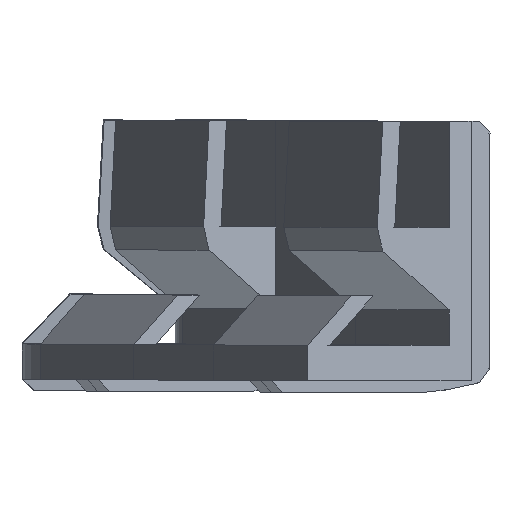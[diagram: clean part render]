
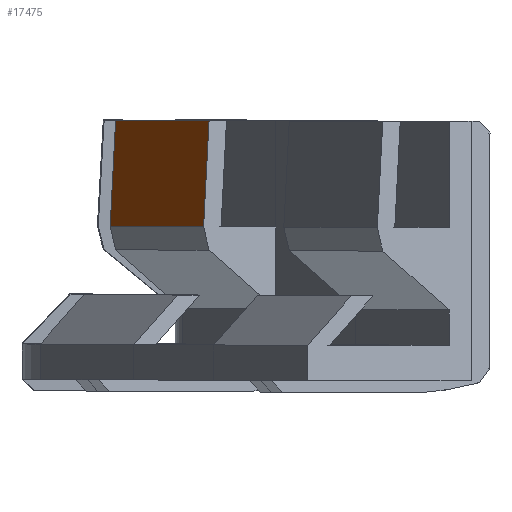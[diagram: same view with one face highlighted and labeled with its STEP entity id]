
A CAD part, left-side view. The second image highlights one B-rep face of the part: STEP entity #17475.
In plain terms, the highlighted face is planar.
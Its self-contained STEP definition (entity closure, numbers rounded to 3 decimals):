
#15580 = PLANE('',#15581);
#15581 = AXIS2_PLACEMENT_3D('',#15582,#15583,#15584);
#15582 = CARTESIAN_POINT('',(-10.5,5.766,9.503));
#15583 = DIRECTION('',(-1.,0.,0.));
#15584 = DIRECTION('',(0.,0.,1.));
#16014 = PLANE('',#16015);
#16015 = AXIS2_PLACEMENT_3D('',#16016,#16017,#16018);
#16016 = CARTESIAN_POINT('',(10.5,5.766,9.503));
#16017 = DIRECTION('',(-1.,0.,0.));
#16018 = DIRECTION('',(0.,0.,1.));
#16274 = VERTEX_POINT('',#16275);
#16275 = CARTESIAN_POINT('',(-10.5,8.1,22.));
#16289 = PLANE('',#16290);
#16290 = AXIS2_PLACEMENT_3D('',#16291,#16292,#16293);
#16291 = CARTESIAN_POINT('',(0.,6.5,22.));
#16292 = DIRECTION('',(0.,0.,-1.));
#16293 = DIRECTION('',(0.,1.,0.));
#16301 = EDGE_CURVE('',#16274,#16302,#16304,.T.);
#16302 = VERTEX_POINT('',#16303);
#16303 = CARTESIAN_POINT('',(-10.5,8.6,13.));
#16304 = SURFACE_CURVE('',#16305,(#16309,#16316),.PCURVE_S1.);
#16305 = LINE('',#16306,#16307);
#16306 = CARTESIAN_POINT('',(-10.5,8.1,22.));
#16307 = VECTOR('',#16308,1.);
#16308 = DIRECTION('',(0.,0.055,-0.998));
#16309 = PCURVE('',#15580,#16310);
#16310 = DEFINITIONAL_REPRESENTATION('',(#16311),#16315);
#16311 = LINE('',#16312,#16313);
#16312 = CARTESIAN_POINT('',(12.497,2.334));
#16313 = VECTOR('',#16314,1.);
#16314 = DIRECTION('',(-0.998,0.055));
#16315 = ( GEOMETRIC_REPRESENTATION_CONTEXT(2) 
PARAMETRIC_REPRESENTATION_CONTEXT() REPRESENTATION_CONTEXT('2D SPACE',''
  ) );
#16316 = PCURVE('',#16317,#16322);
#16317 = PLANE('',#16318);
#16318 = AXIS2_PLACEMENT_3D('',#16319,#16320,#16321);
#16319 = CARTESIAN_POINT('',(0.,8.1,22.));
#16320 = DIRECTION('',(-0.,-0.998,-0.055));
#16321 = DIRECTION('',(0.,0.055,-0.998));
#16322 = DEFINITIONAL_REPRESENTATION('',(#16323),#16327);
#16323 = LINE('',#16324,#16325);
#16324 = CARTESIAN_POINT('',(0.,-10.5));
#16325 = VECTOR('',#16326,1.);
#16326 = DIRECTION('',(1.,0.));
#16327 = ( GEOMETRIC_REPRESENTATION_CONTEXT(2) 
PARAMETRIC_REPRESENTATION_CONTEXT() REPRESENTATION_CONTEXT('2D SPACE',''
  ) );
#16345 = PLANE('',#16346);
#16346 = AXIS2_PLACEMENT_3D('',#16347,#16348,#16349);
#16347 = CARTESIAN_POINT('',(0.,8.6,13.));
#16348 = DIRECTION('',(0.,-0.97,0.243));
#16349 = DIRECTION('',(-0.,-0.243,-0.97));
#17120 = VERTEX_POINT('',#17121);
#17121 = CARTESIAN_POINT('',(10.5,8.1,22.));
#17142 = EDGE_CURVE('',#17120,#17143,#17145,.T.);
#17143 = VERTEX_POINT('',#17144);
#17144 = CARTESIAN_POINT('',(10.5,8.6,13.));
#17145 = SURFACE_CURVE('',#17146,(#17150,#17157),.PCURVE_S1.);
#17146 = LINE('',#17147,#17148);
#17147 = CARTESIAN_POINT('',(10.5,8.1,22.));
#17148 = VECTOR('',#17149,1.);
#17149 = DIRECTION('',(0.,0.055,-0.998));
#17150 = PCURVE('',#16014,#17151);
#17151 = DEFINITIONAL_REPRESENTATION('',(#17152),#17156);
#17152 = LINE('',#17153,#17154);
#17153 = CARTESIAN_POINT('',(12.497,2.334));
#17154 = VECTOR('',#17155,1.);
#17155 = DIRECTION('',(-0.998,0.055));
#17156 = ( GEOMETRIC_REPRESENTATION_CONTEXT(2) 
PARAMETRIC_REPRESENTATION_CONTEXT() REPRESENTATION_CONTEXT('2D SPACE',''
  ) );
#17157 = PCURVE('',#16317,#17158);
#17158 = DEFINITIONAL_REPRESENTATION('',(#17159),#17163);
#17159 = LINE('',#17160,#17161);
#17160 = CARTESIAN_POINT('',(0.,10.5));
#17161 = VECTOR('',#17162,1.);
#17162 = DIRECTION('',(1.,0.));
#17163 = ( GEOMETRIC_REPRESENTATION_CONTEXT(2) 
PARAMETRIC_REPRESENTATION_CONTEXT() REPRESENTATION_CONTEXT('2D SPACE',''
  ) );
#17453 = EDGE_CURVE('',#17120,#16274,#17454,.T.);
#17454 = SURFACE_CURVE('',#17455,(#17459,#17466),.PCURVE_S1.);
#17455 = LINE('',#17456,#17457);
#17456 = CARTESIAN_POINT('',(10.5,8.1,22.));
#17457 = VECTOR('',#17458,1.);
#17458 = DIRECTION('',(-1.,0.,0.));
#17459 = PCURVE('',#16289,#17460);
#17460 = DEFINITIONAL_REPRESENTATION('',(#17461),#17465);
#17461 = LINE('',#17462,#17463);
#17462 = CARTESIAN_POINT('',(1.6,10.5));
#17463 = VECTOR('',#17464,1.);
#17464 = DIRECTION('',(0.,-1.));
#17465 = ( GEOMETRIC_REPRESENTATION_CONTEXT(2) 
PARAMETRIC_REPRESENTATION_CONTEXT() REPRESENTATION_CONTEXT('2D SPACE',''
  ) );
#17466 = PCURVE('',#16317,#17467);
#17467 = DEFINITIONAL_REPRESENTATION('',(#17468),#17472);
#17468 = LINE('',#17469,#17470);
#17469 = CARTESIAN_POINT('',(0.,10.5));
#17470 = VECTOR('',#17471,1.);
#17471 = DIRECTION('',(0.,-1.));
#17472 = ( GEOMETRIC_REPRESENTATION_CONTEXT(2) 
PARAMETRIC_REPRESENTATION_CONTEXT() REPRESENTATION_CONTEXT('2D SPACE',''
  ) );
#17475 = ADVANCED_FACE('',(#17476),#16317,.F.);
#17476 = FACE_BOUND('',#17477,.F.);
#17477 = EDGE_LOOP('',(#17478,#17479,#17500,#17501));
#17478 = ORIENTED_EDGE('',*,*,#16301,.T.);
#17479 = ORIENTED_EDGE('',*,*,#17480,.F.);
#17480 = EDGE_CURVE('',#17143,#16302,#17481,.T.);
#17481 = SURFACE_CURVE('',#17482,(#17486,#17493),.PCURVE_S1.);
#17482 = LINE('',#17483,#17484);
#17483 = CARTESIAN_POINT('',(10.5,8.6,13.));
#17484 = VECTOR('',#17485,1.);
#17485 = DIRECTION('',(-1.,0.,0.));
#17486 = PCURVE('',#16317,#17487);
#17487 = DEFINITIONAL_REPRESENTATION('',(#17488),#17492);
#17488 = LINE('',#17489,#17490);
#17489 = CARTESIAN_POINT('',(9.014,10.5));
#17490 = VECTOR('',#17491,1.);
#17491 = DIRECTION('',(0.,-1.));
#17492 = ( GEOMETRIC_REPRESENTATION_CONTEXT(2) 
PARAMETRIC_REPRESENTATION_CONTEXT() REPRESENTATION_CONTEXT('2D SPACE',''
  ) );
#17493 = PCURVE('',#16345,#17494);
#17494 = DEFINITIONAL_REPRESENTATION('',(#17495),#17499);
#17495 = LINE('',#17496,#17497);
#17496 = CARTESIAN_POINT('',(-0.,10.5));
#17497 = VECTOR('',#17498,1.);
#17498 = DIRECTION('',(0.,-1.));
#17499 = ( GEOMETRIC_REPRESENTATION_CONTEXT(2) 
PARAMETRIC_REPRESENTATION_CONTEXT() REPRESENTATION_CONTEXT('2D SPACE',''
  ) );
#17500 = ORIENTED_EDGE('',*,*,#17142,.F.);
#17501 = ORIENTED_EDGE('',*,*,#17453,.T.);
